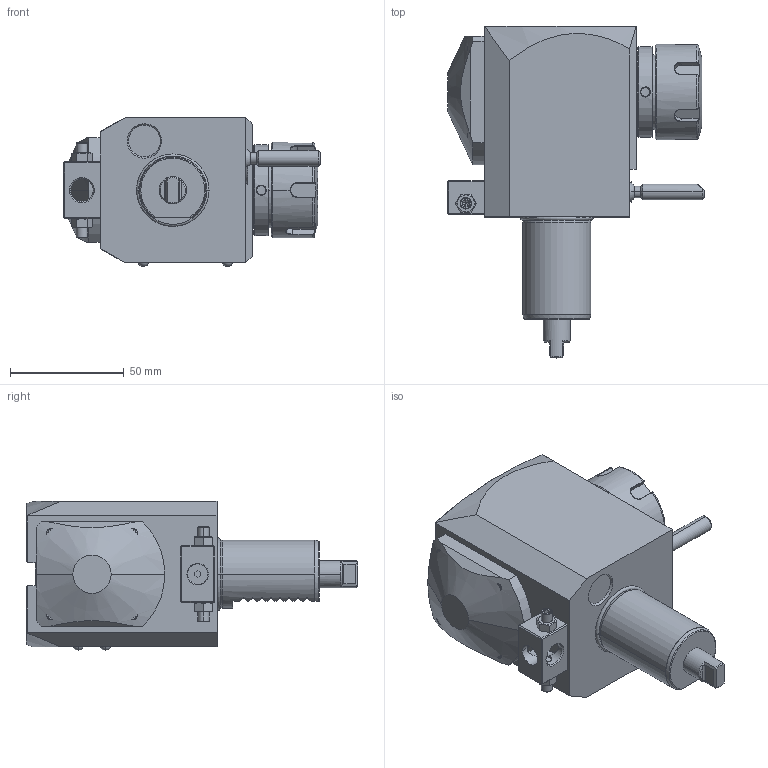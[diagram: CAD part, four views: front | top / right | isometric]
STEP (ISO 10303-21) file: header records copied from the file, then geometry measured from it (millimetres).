
FILE_DESCRIPTION((''),'2;1');
FILE_NAME('NGT1_30_221_25_1_1_55','2017-03-10T',('vali'),('NOVA GRUP'),'PRO/ENGINEER BY PARAMETRIC TECHNOLOGY CORPORATION, 2010280','PRO/ENGINEER BY PARAMETRIC TECHNOLOGY CORPORATION, 2010280','');
FILE_SCHEMA(('CONFIG_CONTROL_DESIGN'));
Length unit declared in the file: millimetre
Products named in the file (1): NGT1_30_221_25_1_1_55
Bounding box: 112.88 x 146 x 65.6 mm (x, y, z)
Volume: 444710.9 mm3; surface area: 45305.6 mm2
Topology: 1 solids, 1 shells, 416 faces, 1034 edges, 634 vertices
Faces by surface type: plane 185, cylinder 88, cone 69, bspline 56, torus 12, sphere 6
Entity records: 17791 total; most frequent: CARTESIAN_POINT 8579, ORIENTED_EDGE 2036, DIRECTION 1652, EDGE_CURVE 1018, VERTEX_POINT 634, AXIS2_PLACEMENT_3D 576, VECTOR 500, LINE 500
